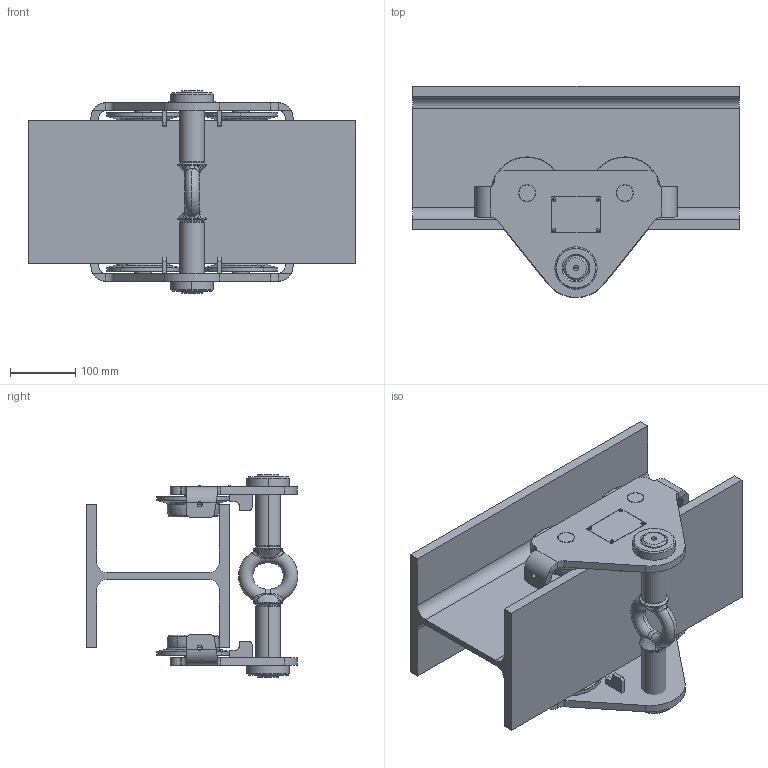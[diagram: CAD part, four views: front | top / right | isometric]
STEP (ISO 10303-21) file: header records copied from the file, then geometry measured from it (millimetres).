
FILE_DESCRIPTION (( 'STEP AP214' ), '1' );
FILE_NAME ('HTP-A 2,0t.STEP', '2018-02-07T12:59:05', ( '' ), ( '' ), 'SwSTEP 2.0', 'SolidWorks 2015', '' );
FILE_SCHEMA (( 'AUTOMOTIVE_DESIGN' ));
Length unit declared in the file: millimetre
Products named in the file (1): HTP-A 2,0t
Bounding box: 500 x 324.5 x 310 mm (x, y, z)
Volume: 6659592.7 mm3; surface area: 1089627.8 mm2
Topology: 35 solids, 35 shells, 816 faces, 1964 edges, 1234 vertices
Faces by surface type: cylinder 340, plane 236, cone 116, torus 72, bspline 36, sphere 16
Entity records: 35932 total; most frequent: CARTESIAN_POINT 7135, DIRECTION 4370, ORIENTED_EDGE 3848, EDGE_CURVE 1924, AXIS2_PLACEMENT_3D 1789, VERTEX_POINT 1222, CIRCLE 1008, EDGE_LOOP 942
